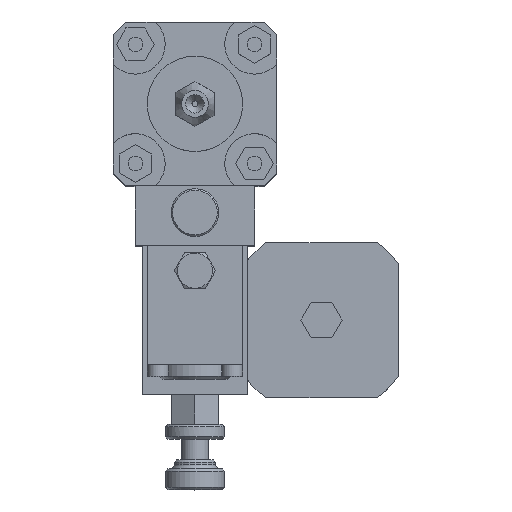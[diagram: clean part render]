
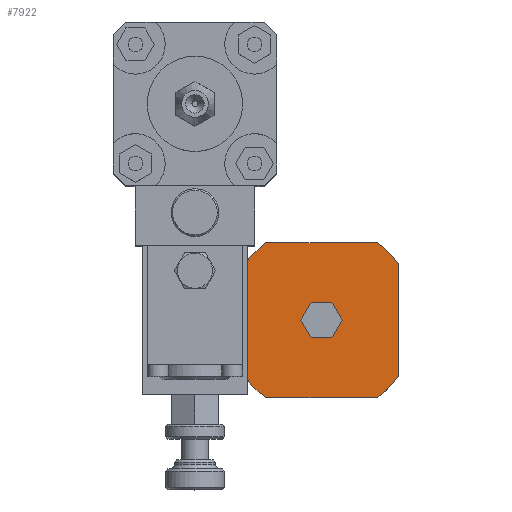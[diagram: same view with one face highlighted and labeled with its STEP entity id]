
A CAD part, top view. The second image highlights one B-rep face of the part: STEP entity #7922.
In plain terms, the highlighted face is planar.
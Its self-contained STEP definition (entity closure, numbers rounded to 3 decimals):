
#7417=CARTESIAN_POINT('',(-8.0,39.036,19.));
#7418=VERTEX_POINT('',#7417);
#7425=CARTESIAN_POINT('',(-8.0,35.572,25.));
#7426=VERTEX_POINT('',#7425);
#7427=CARTESIAN_POINT('',(-8.0,35.572,25.));
#7428=DIRECTION('',(0.0,0.5,-0.866));
#7429=VECTOR('',#7428,6.928);
#7430=LINE('',#7427,#7429);
#7431=EDGE_CURVE('',#7426,#7418,#7430,.T.);
#7455=CARTESIAN_POINT('',(-8.0,45.964,19.));
#7456=VERTEX_POINT('',#7455);
#7463=CARTESIAN_POINT('',(-8.0,39.036,19.));
#7464=DIRECTION('',(0.0,1.0,0.0));
#7465=VECTOR('',#7464,6.928);
#7466=LINE('',#7463,#7465);
#7467=EDGE_CURVE('',#7418,#7456,#7466,.T.);
#7486=CARTESIAN_POINT('',(-8.0,49.428,25.));
#7487=VERTEX_POINT('',#7486);
#7494=CARTESIAN_POINT('',(-8.0,45.964,19.));
#7495=DIRECTION('',(0.0,0.5,0.866));
#7496=VECTOR('',#7495,6.928);
#7497=LINE('',#7494,#7496);
#7498=EDGE_CURVE('',#7456,#7487,#7497,.T.);
#7517=CARTESIAN_POINT('',(-8.0,45.964,31.));
#7518=VERTEX_POINT('',#7517);
#7525=CARTESIAN_POINT('',(-8.0,49.428,25.));
#7526=DIRECTION('',(0.0,-0.5,0.866));
#7527=VECTOR('',#7526,6.928);
#7528=LINE('',#7525,#7527);
#7529=EDGE_CURVE('',#7487,#7518,#7528,.T.);
#7548=CARTESIAN_POINT('',(-8.0,39.036,31.));
#7549=VERTEX_POINT('',#7548);
#7556=CARTESIAN_POINT('',(-8.0,45.964,31.));
#7557=DIRECTION('',(0.0,-1.0,0.0));
#7558=VECTOR('',#7557,6.928);
#7559=LINE('',#7556,#7558);
#7560=EDGE_CURVE('',#7518,#7549,#7559,.T.);
#7578=CARTESIAN_POINT('',(-8.0,39.036,31.));
#7579=DIRECTION('',(0.0,-0.5,-0.866));
#7580=VECTOR('',#7579,6.928);
#7581=LINE('',#7578,#7580);
#7582=EDGE_CURVE('',#7549,#7426,#7581,.T.);
#7839=CARTESIAN_POINT('',(-8.0,42.5,25.0));
#7840=DIRECTION('',(1.0,0.0,0.0));
#7841=DIRECTION('',(0.0,0.0,-1.0));
#7842=AXIS2_PLACEMENT_3D('',#7839,#7840,#7841);
#7843=PLANE('',#7842);
#7844=CARTESIAN_POINT('',(-8.,17.5,5.025));
#7845=VERTEX_POINT('',#7844);
#7846=CARTESIAN_POINT('',(-8.,17.5,44.975));
#7847=VERTEX_POINT('',#7846);
#7848=CARTESIAN_POINT('',(-8.0,17.5,5.025));
#7849=DIRECTION('',(0.0,0.0,1.0));
#7850=VECTOR('',#7849,39.95);
#7851=LINE('',#7848,#7850);
#7852=EDGE_CURVE('',#7845,#7847,#7851,.T.);
#7853=ORIENTED_EDGE('',*,*,#7852,.T.);
#7854=CARTESIAN_POINT('',(-8.0,23.845,51.0));
#7855=VERTEX_POINT('',#7854);
#7856=CARTESIAN_POINT('',(-8.0,42.5,25.0));
#7857=DIRECTION('',(1.,0.0,0.0));
#7858=DIRECTION('',(0.0,-0.583,0.812));
#7859=AXIS2_PLACEMENT_3D('',#7856,#7857,#7858);
#7860=CIRCLE('',#7859,32.);
#7861=EDGE_CURVE('',#7855,#7847,#7860,.T.);
#7862=ORIENTED_EDGE('',*,*,#7861,.F.);
#7863=CARTESIAN_POINT('',(-8.0,61.155,51.));
#7864=VERTEX_POINT('',#7863);
#7865=CARTESIAN_POINT('',(-8.0,61.155,51.));
#7866=DIRECTION('',(0.0,-1.0,0.0));
#7867=VECTOR('',#7866,37.31);
#7868=LINE('',#7865,#7867);
#7869=EDGE_CURVE('',#7864,#7855,#7868,.T.);
#7870=ORIENTED_EDGE('',*,*,#7869,.F.);
#7871=CARTESIAN_POINT('',(-8.0,68.5,43.655));
#7872=VERTEX_POINT('',#7871);
#7873=CARTESIAN_POINT('',(-8.0,42.5,25.0));
#7874=DIRECTION('',(1.,0.0,0.0));
#7875=DIRECTION('',(0.0,0.812,0.583));
#7876=AXIS2_PLACEMENT_3D('',#7873,#7874,#7875);
#7877=CIRCLE('',#7876,32.);
#7878=EDGE_CURVE('',#7872,#7864,#7877,.T.);
#7879=ORIENTED_EDGE('',*,*,#7878,.F.);
#7880=CARTESIAN_POINT('',(-8.0,68.5,6.345));
#7881=VERTEX_POINT('',#7880);
#7882=CARTESIAN_POINT('',(-8.0,68.5,6.345));
#7883=DIRECTION('',(0.0,0.0,1.0));
#7884=VECTOR('',#7883,37.31);
#7885=LINE('',#7882,#7884);
#7886=EDGE_CURVE('',#7881,#7872,#7885,.T.);
#7887=ORIENTED_EDGE('',*,*,#7886,.F.);
#7888=CARTESIAN_POINT('',(-8.0,61.155,-1.));
#7889=VERTEX_POINT('',#7888);
#7890=CARTESIAN_POINT('',(-8.0,42.5,25.0));
#7891=DIRECTION('',(1.,0.0,0.0));
#7892=DIRECTION('',(0.0,0.583,-0.812));
#7893=AXIS2_PLACEMENT_3D('',#7890,#7891,#7892);
#7894=CIRCLE('',#7893,32.);
#7895=EDGE_CURVE('',#7889,#7881,#7894,.T.);
#7896=ORIENTED_EDGE('',*,*,#7895,.F.);
#7897=CARTESIAN_POINT('',(-8.0,23.845,-1.));
#7898=VERTEX_POINT('',#7897);
#7899=CARTESIAN_POINT('',(-8.0,23.845,-1.));
#7900=DIRECTION('',(0.0,1.0,0.0));
#7901=VECTOR('',#7900,37.31);
#7902=LINE('',#7899,#7901);
#7903=EDGE_CURVE('',#7898,#7889,#7902,.T.);
#7904=ORIENTED_EDGE('',*,*,#7903,.F.);
#7905=CARTESIAN_POINT('',(-8.0,42.5,25.0));
#7906=DIRECTION('',(1.,0.0,0.0));
#7907=DIRECTION('',(0.0,-0.812,-0.583));
#7908=AXIS2_PLACEMENT_3D('',#7905,#7906,#7907);
#7909=CIRCLE('',#7908,32.);
#7910=EDGE_CURVE('',#7845,#7898,#7909,.T.);
#7911=ORIENTED_EDGE('',*,*,#7910,.F.);
#7912=EDGE_LOOP('',(#7853,#7862,#7870,#7879,#7887,#7896,#7904,#7911));
#7913=FACE_OUTER_BOUND('',#7912,.T.);
#7914=ORIENTED_EDGE('',*,*,#7431,.T.);
#7915=ORIENTED_EDGE('',*,*,#7467,.T.);
#7916=ORIENTED_EDGE('',*,*,#7498,.T.);
#7917=ORIENTED_EDGE('',*,*,#7529,.T.);
#7918=ORIENTED_EDGE('',*,*,#7560,.T.);
#7919=ORIENTED_EDGE('',*,*,#7582,.T.);
#7920=EDGE_LOOP('',(#7914,#7915,#7916,#7917,#7918,#7919));
#7921=FACE_BOUND('',#7920,.T.);
#7922=ADVANCED_FACE('',(#7913,#7921),#7843,.F.);
